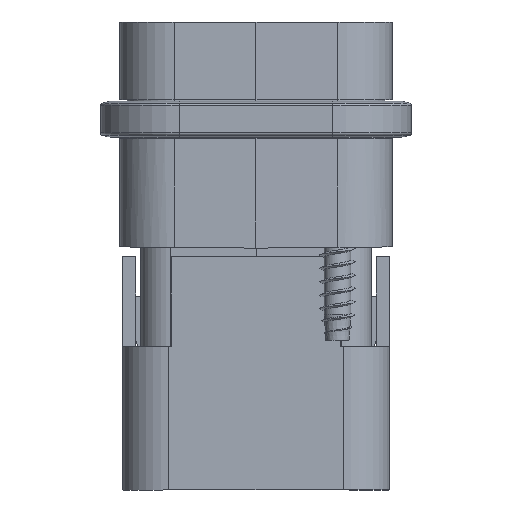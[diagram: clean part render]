
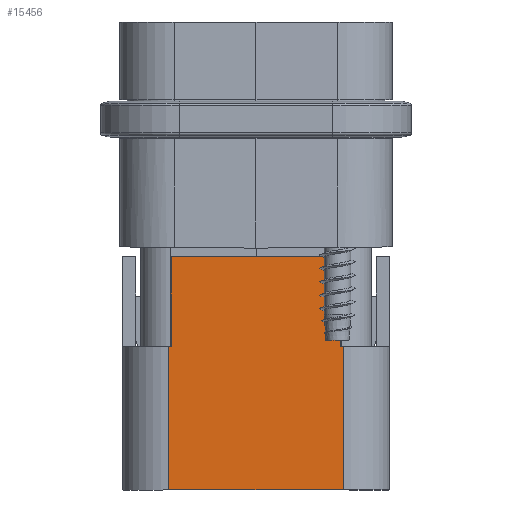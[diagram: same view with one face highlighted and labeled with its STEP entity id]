
A CAD part, front view. The second image highlights one B-rep face of the part: STEP entity #15456.
In plain terms, the highlighted planar face has unit normal (0, -1, 0).
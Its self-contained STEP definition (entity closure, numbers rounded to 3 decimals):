
#15432=AXIS2_PLACEMENT_3D('Plane Axis2P3D',#15429,#15430,#15431) ;
#14433=CARTESIAN_POINT('Vertex',(5.825,9.225,11.8)) ;
#14436=CARTESIAN_POINT('Line Origine',(5.825,9.225,15.5)) ;
#14440=CARTESIAN_POINT('Vertex',(5.825,9.225,19.2)) ;
#14607=CARTESIAN_POINT('Vertex',(19.775,9.225,19.2)) ;
#14610=CARTESIAN_POINT('Line Origine',(12.8,9.225,19.2)) ;
#14629=CARTESIAN_POINT('Line Origine',(19.775,9.225,15.5)) ;
#14633=CARTESIAN_POINT('Vertex',(19.775,9.225,11.8)) ;
#15285=CARTESIAN_POINT('Vertex',(5.625,9.225,11.8)) ;
#15290=CARTESIAN_POINT('Line Origine',(5.725,9.225,11.8)) ;
#15352=CARTESIAN_POINT('Vertex',(5.625,9.225,0.)) ;
#15355=CARTESIAN_POINT('Line Origine',(5.625,9.225,9.6)) ;
#15373=CARTESIAN_POINT('Vertex',(19.975,9.225,11.8)) ;
#15381=CARTESIAN_POINT('Line Origine',(19.875,9.225,11.8)) ;
#15429=CARTESIAN_POINT('Axis2P3D Location',(1.825,9.225,0.)) ;
#15434=CARTESIAN_POINT('Line Origine',(12.8,9.225,0.)) ;
#15438=CARTESIAN_POINT('Vertex',(19.975,9.225,0.)) ;
#15441=CARTESIAN_POINT('Line Origine',(19.975,9.225,5.9)) ;
#14437=DIRECTION('Vector Direction',(0.,0.,-1.)) ;
#14611=DIRECTION('Vector Direction',(-1.,0.,0.)) ;
#14630=DIRECTION('Vector Direction',(0.,0.,-1.)) ;
#15291=DIRECTION('Vector Direction',(1.,0.,0.)) ;
#15356=DIRECTION('Vector Direction',(0.,0.,1.)) ;
#15382=DIRECTION('Vector Direction',(1.,0.,0.)) ;
#15430=DIRECTION('Axis2P3D Direction',(0.,-1.,0.)) ;
#15431=DIRECTION('Axis2P3D XDirection',(1.,0.,0.)) ;
#15435=DIRECTION('Vector Direction',(1.,0.,0.)) ;
#15442=DIRECTION('Vector Direction',(0.,0.,1.)) ;
#14438=VECTOR('Line Direction',#14437,1.) ;
#14612=VECTOR('Line Direction',#14611,1.) ;
#14631=VECTOR('Line Direction',#14630,1.) ;
#15292=VECTOR('Line Direction',#15291,1.) ;
#15357=VECTOR('Line Direction',#15356,1.) ;
#15383=VECTOR('Line Direction',#15382,1.) ;
#15436=VECTOR('Line Direction',#15435,1.) ;
#15443=VECTOR('Line Direction',#15442,1.) ;
#15447=ORIENTED_EDGE('',*,*,#15385,.F.) ;
#15448=ORIENTED_EDGE('',*,*,#14635,.F.) ;
#15449=ORIENTED_EDGE('',*,*,#14614,.T.) ;
#15450=ORIENTED_EDGE('',*,*,#14442,.T.) ;
#15451=ORIENTED_EDGE('',*,*,#15294,.F.) ;
#15452=ORIENTED_EDGE('',*,*,#15359,.F.) ;
#15453=ORIENTED_EDGE('',*,*,#15440,.T.) ;
#15454=ORIENTED_EDGE('',*,*,#15445,.T.) ;
#15456=ADVANCED_FACE('Hauptk\X2\00F6\X0\rper',(#15455),#15433,.T.) ;
#14442=EDGE_CURVE('',#14441,#14434,#14439,.T.) ;
#14614=EDGE_CURVE('',#14608,#14441,#14613,.T.) ;
#14635=EDGE_CURVE('',#14608,#14634,#14632,.T.) ;
#15294=EDGE_CURVE('',#15286,#14434,#15293,.T.) ;
#15359=EDGE_CURVE('',#15353,#15286,#15358,.T.) ;
#15385=EDGE_CURVE('',#14634,#15374,#15384,.T.) ;
#15440=EDGE_CURVE('',#15353,#15439,#15437,.T.) ;
#15445=EDGE_CURVE('',#15439,#15374,#15444,.T.) ;
#15446=EDGE_LOOP('',(#15447,#15448,#15449,#15450,#15451,#15452,#15453,#15454)) ;
#15455=FACE_OUTER_BOUND('',#15446,.T.) ;
#14439=LINE('Line',#14436,#14438) ;
#14613=LINE('Line',#14610,#14612) ;
#14632=LINE('Line',#14629,#14631) ;
#15293=LINE('Line',#15290,#15292) ;
#15358=LINE('Line',#15355,#15357) ;
#15384=LINE('Line',#15381,#15383) ;
#15437=LINE('Line',#15434,#15436) ;
#15444=LINE('Line',#15441,#15443) ;
#15433=PLANE('',#15432) ;
#14434=VERTEX_POINT('',#14433) ;
#14441=VERTEX_POINT('',#14440) ;
#14608=VERTEX_POINT('',#14607) ;
#14634=VERTEX_POINT('',#14633) ;
#15286=VERTEX_POINT('',#15285) ;
#15353=VERTEX_POINT('',#15352) ;
#15374=VERTEX_POINT('',#15373) ;
#15439=VERTEX_POINT('',#15438) ;
